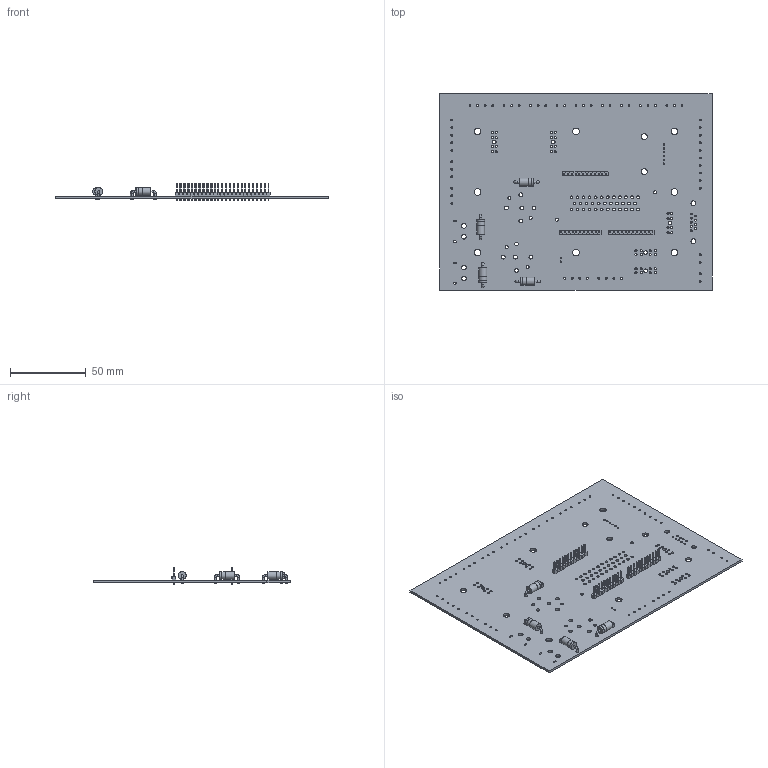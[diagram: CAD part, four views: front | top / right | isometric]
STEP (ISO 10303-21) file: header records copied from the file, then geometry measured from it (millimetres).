
FILE_DESCRIPTION(('KiCad electronic assembly'),'2;1');
FILE_NAME('ecu-board.step','2019-10-13T12:47:02',('An Author'),( 'A Company'),'Open CASCADE STEP processor 7.3', 'KiCad to STEP converter','Unknown');
FILE_SCHEMA(('AUTOMOTIVE_DESIGN { 1 0 10303 214 1 1 1 1 }'));
Length unit declared in the file: millimetre
Products named in the file (8): Open CASCADE STEP translator 7.3 1; D_DO-201AD_P15.24mm_Horizontal; SOLID; PinHeader_1x12_P2.54mm_Vertical; PinHeader_1x11_P2.54mm_Vertical; COMPOUND
Assembly tree (11 placements, depth 3):
  Open CASCADE STEP translator 7.3 1
    D_DO-201AD_P15.24mm_Horizontal  x4
      SOLID
    PinHeader_1x12_P2.54mm_Vertical  x2
      SOLID
    PinHeader_1x11_P2.54mm_Vertical
      SOLID
    COMPOUND
Bounding box: 180 x 130 x 11.54 mm (x, y, z)
Volume: 38134.5 mm3; surface area: 51341.8 mm2
Topology: 8 solids, 8 shells, 1167 faces, 2899 edges, 1834 vertices
Faces by surface type: plane 893, cylinder 266, torus 8
Full cylindrical faces by diameter (mm): 1 x43, 1.2 x67, 1.3 x16, 1.4 x40, 1.6 x8, 1.75 x35, 2 x6, 2.4 x5, 2.5 x10, 3 x4, 3.18 x2, 4 x2, 4.3 x8, 5.2 x8, 5.22 x4
Entity records: 57679 total; most frequent: CARTESIAN_POINT 8594, DIRECTION 8558, LINE 5406, VECTOR 5406, ORIENTED_EDGE 4256, PCURVE 4256, DEFINITIONAL_REPRESENTATION 4256, EDGE_CURVE 2128
